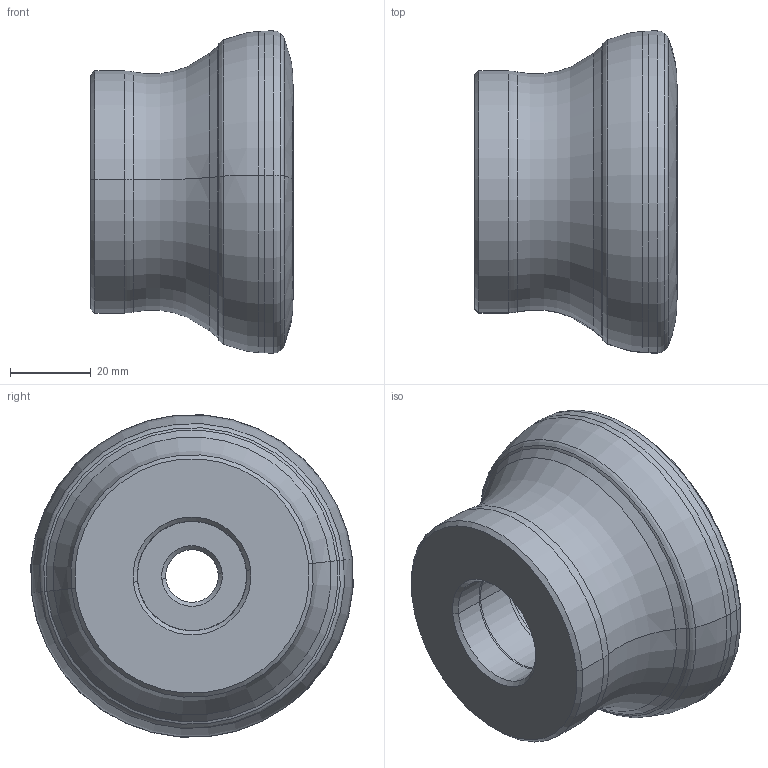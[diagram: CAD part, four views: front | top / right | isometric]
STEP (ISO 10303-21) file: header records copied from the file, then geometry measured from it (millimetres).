
FILE_DESCRIPTION(('CATIA V5 STEP Exchange'),'2;1');
FILE_NAME('Bm55664-FT_BF90_SD18-080_Z05_Kollisionsmodell_HFC.stp','2019-05-13T12:06:49+00:00',('none'),('none'),'CATIA Version 5-6 Release 2016 SP5 HF39','CATIA V5 STEP AP203','none');
FILE_SCHEMA(('CONFIG_CONTROL_DESIGN'));
Length unit declared in the file: millimetre
Products named in the file (1): Bm55664-FT_BF90_SD18-080_Z05_Kollisionsmodell_HFC
Bounding box: 50 x 79.7 x 79.7 mm (x, y, z)
Volume: 151999 mm3; surface area: 21309.3 mm2
Topology: 1 solids, 1 shells, 61 faces, 122 edges, 64 vertices
Faces by surface type: revolution 26, cylinder 12, cone 12, torus 6, plane 3, sphere 2
Entity records: 1835 total; most frequent: CARTESIAN_POINT 674, ORIENTED_EDGE 244, DIRECTION 160, EDGE_CURVE 122, AXIS2_PLACEMENT_3D 92, CIRCLE 72, EDGE_LOOP 64, VERTEX_POINT 64
